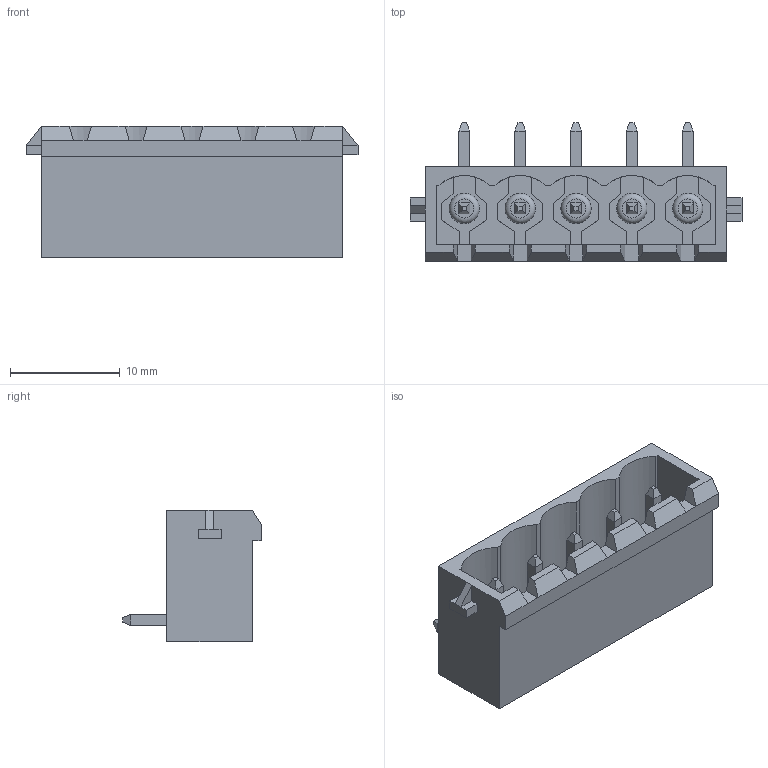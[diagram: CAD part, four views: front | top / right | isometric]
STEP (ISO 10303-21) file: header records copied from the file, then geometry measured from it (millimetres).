
FILE_DESCRIPTION(/* description */ ('Unknown'),/* implementation_level */ '2;1');
FILE_NAME(/* name */ '691305540005',/* time_stamp */ '2018-09-14T12:42:19+02:00',/* author */ ('Unknown'),/* organization */ ('Unknown'),/* preprocessor_version */ 'ST-DEVELOPER v16.7',/* originating_system */ 'DEX',/* authorisation */ $);
FILE_SCHEMA (('AUTOMOTIVE_DESIGN {1 0 10303 214 3 1 1}'));
Length unit declared in the file: millimetre
Products named in the file (3): 6913055400xx; 691305540005; 6913055400xx_PIN
Assembly tree (6 placements, depth 2):
  6913055400xx
    691305540005
    6913055400xx_PIN  x5
Bounding box: 30.2 x 12.6 x 12 mm (x, y, z)
Volume: 1118 mm3; surface area: 2689.6 mm2
Topology: 6 solids, 6 shells, 283 faces, 755 edges, 484 vertices
Faces by surface type: plane 263, cylinder 15, torus 5
Full cylindrical faces by diameter (mm): 2.75 x5
Entity records: 6843 total; most frequent: CARTESIAN_POINT 1205, ORIENTED_EDGE 1184, DIRECTION 1073, EDGE_CURVE 592, LINE 555, VECTOR 555, VERTEX_POINT 391, AXIS2_PLACEMENT_3D 259
